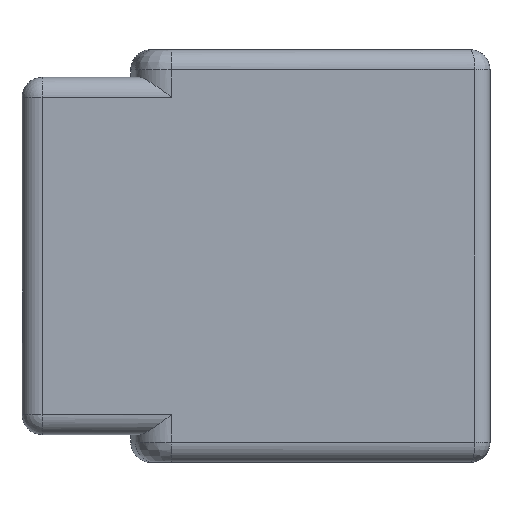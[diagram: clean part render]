
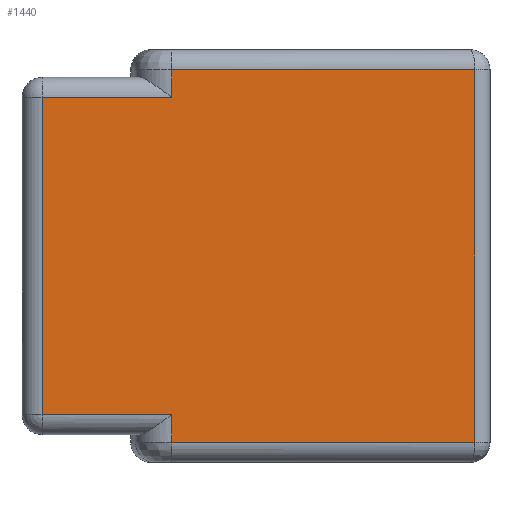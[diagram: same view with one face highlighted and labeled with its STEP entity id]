
A CAD part, front view. The second image highlights one B-rep face of the part: STEP entity #1440.
In plain terms, the highlighted planar face has unit normal (0, -1, 0).
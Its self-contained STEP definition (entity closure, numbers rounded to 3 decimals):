
#13 = EDGE_CURVE ( 'NONE', #747, #1448, #1313, .T. ) ;
#43 = CARTESIAN_POINT ( 'NONE',  ( -12.65, 0., 14.5 ) ) ;
#49 = AXIS2_PLACEMENT_3D ( 'NONE', #2797, #1183, #795 ) ;
#145 = CARTESIAN_POINT ( 'NONE',  ( -17.8, 0., 14.5 ) ) ;
#257 = ORIENTED_EDGE ( 'NONE', *, *, #13, .T. ) ;
#472 = CARTESIAN_POINT ( 'NONE',  ( -0.6, 0., 0.8 ) ) ;
#513 = DIRECTION ( 'NONE',  ( 1., 0., 0. ) ) ;
#534 = DIRECTION ( 'NONE',  ( 0., 0., -1. ) ) ;
#611 = VECTOR ( 'NONE', #3182, 1000. ) ;
#747 = VERTEX_POINT ( 'NONE', #4149 ) ;
#748 = ORIENTED_EDGE ( 'NONE', *, *, #2214, .T. ) ;
#795 = DIRECTION ( 'NONE',  ( 1., 0., 0. ) ) ;
#807 = EDGE_CURVE ( 'NONE', #1448, #1858, #1890, .T. ) ;
#889 = EDGE_CURVE ( 'NONE', #2774, #1938, #3463, .T. ) ;
#1032 = CARTESIAN_POINT ( 'NONE',  ( -12.65, 0., 1.9 ) ) ;
#1112 = EDGE_CURVE ( 'NONE', #1938, #4575, #4535, .T. ) ;
#1119 = VECTOR ( 'NONE', #5054, 1000. ) ;
#1123 = VECTOR ( 'NONE', #513, 1000. ) ;
#1175 = DIRECTION ( 'NONE',  ( 0., 0., -1. ) ) ;
#1183 = DIRECTION ( 'NONE',  ( 0., -1., 0. ) ) ;
#1248 = LINE ( 'NONE', #472, #2602 ) ;
#1313 = LINE ( 'NONE', #4110, #1771 ) ;
#1432 = VECTOR ( 'NONE', #2534, 1000. ) ;
#1440 = ADVANCED_FACE ( 'NONE', ( #1619 ), #3235, .T. ) ;
#1445 = VECTOR ( 'NONE', #3441, 1000. ) ;
#1448 = VERTEX_POINT ( 'NONE', #43 ) ;
#1568 = ORIENTED_EDGE ( 'NONE', *, *, #1797, .F. ) ;
#1583 = CARTESIAN_POINT ( 'NONE',  ( -0.6, 0., 15.6 ) ) ;
#1619 = FACE_OUTER_BOUND ( 'NONE', #2856, .T. ) ;
#1771 = VECTOR ( 'NONE', #534, 1000. ) ;
#1782 = EDGE_CURVE ( 'NONE', #3208, #747, #3599, .T. ) ;
#1797 = EDGE_CURVE ( 'NONE', #3208, #4575, #1248, .T. ) ;
#1858 = VERTEX_POINT ( 'NONE', #4825 ) ;
#1890 = LINE ( 'NONE', #3808, #1445 ) ;
#1915 = CARTESIAN_POINT ( 'NONE',  ( -0.6, 0., 0.8 ) ) ;
#1938 = VERTEX_POINT ( 'NONE', #4566 ) ;
#1957 = CARTESIAN_POINT ( 'NONE',  ( -0.6, 0., 15.6 ) ) ;
#2214 = EDGE_CURVE ( 'NONE', #2783, #2774, #2831, .T. ) ;
#2327 = ORIENTED_EDGE ( 'NONE', *, *, #1112, .T. ) ;
#2534 = DIRECTION ( 'NONE',  ( 0., 0., -1. ) ) ;
#2602 = VECTOR ( 'NONE', #1175, 1000. ) ;
#2705 = EDGE_CURVE ( 'NONE', #1858, #2783, #4887, .T. ) ;
#2774 = VERTEX_POINT ( 'NONE', #1032 ) ;
#2783 = VERTEX_POINT ( 'NONE', #4605 ) ;
#2797 = CARTESIAN_POINT ( 'NONE',  ( -17.8, 0., 0.8 ) ) ;
#2831 = LINE ( 'NONE', #4358, #4928 ) ;
#2850 = ORIENTED_EDGE ( 'NONE', *, *, #2705, .T. ) ;
#2856 = EDGE_LOOP ( 'NONE', ( #2850, #748, #3334, #2327, #1568, #2990, #257, #3165 ) ) ;
#2990 = ORIENTED_EDGE ( 'NONE', *, *, #1782, .T. ) ;
#3165 = ORIENTED_EDGE ( 'NONE', *, *, #807, .T. ) ;
#3182 = DIRECTION ( 'NONE',  ( -1., 0., 0. ) ) ;
#3208 = VERTEX_POINT ( 'NONE', #1957 ) ;
#3235 = PLANE ( 'NONE',  #49 ) ;
#3334 = ORIENTED_EDGE ( 'NONE', *, *, #889, .T. ) ;
#3441 = DIRECTION ( 'NONE',  ( -1., 0., 0. ) ) ;
#3463 = LINE ( 'NONE', #3780, #1119 ) ;
#3599 = LINE ( 'NONE', #1583, #611 ) ;
#3642 = CARTESIAN_POINT ( 'NONE',  ( -12.65, 0., 0.8 ) ) ;
#3780 = CARTESIAN_POINT ( 'NONE',  ( -12.65, 0., 0.8 ) ) ;
#3808 = CARTESIAN_POINT ( 'NONE',  ( -12.65, 0., 14.5 ) ) ;
#4110 = CARTESIAN_POINT ( 'NONE',  ( -12.65, 0., 14.5 ) ) ;
#4149 = CARTESIAN_POINT ( 'NONE',  ( -12.65, 0., 15.6 ) ) ;
#4358 = CARTESIAN_POINT ( 'NONE',  ( -17.8, 0., 1.9 ) ) ;
#4432 = DIRECTION ( 'NONE',  ( 1., 0., 0. ) ) ;
#4535 = LINE ( 'NONE', #3642, #1123 ) ;
#4566 = CARTESIAN_POINT ( 'NONE',  ( -12.65, 0., 0.8 ) ) ;
#4575 = VERTEX_POINT ( 'NONE', #1915 ) ;
#4605 = CARTESIAN_POINT ( 'NONE',  ( -17.8, 0., 1.9 ) ) ;
#4825 = CARTESIAN_POINT ( 'NONE',  ( -17.8, 0., 14.5 ) ) ;
#4887 = LINE ( 'NONE', #145, #1432 ) ;
#4928 = VECTOR ( 'NONE', #4432, 1000. ) ;
#5054 = DIRECTION ( 'NONE',  ( 0., 0., -1. ) ) ;
